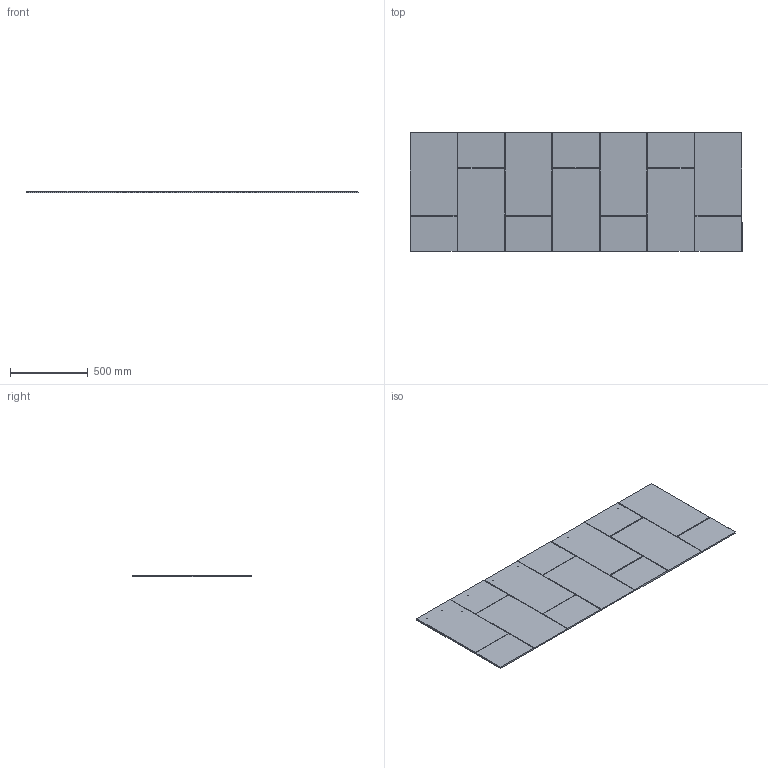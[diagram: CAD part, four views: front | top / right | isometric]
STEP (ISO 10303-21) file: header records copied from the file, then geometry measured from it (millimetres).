
FILE_DESCRIPTION (( 'STEP AP203' ), '1' );
FILE_NAME ('TSMK8430.STEP', '2022-09-07T12:28:37', ( '' ), ( '' ), 'SwSTEP 2.0', 'SolidWorks 2020', '' );
FILE_SCHEMA (( 'CONFIG_CONTROL_DESIGN' ));
Length unit declared in the file: millimetre
Products named in the file (1): TSMK8430
Bounding box: 2133.6 x 762 x 9.53 mm (x, y, z)
Volume: 15455743.7 mm3; surface area: 3311561.5 mm2
Topology: 1 solids, 1 shells, 323 faces, 827 edges, 522 vertices
Faces by surface type: plane 120, cylinder 111, bspline 54, torus 32, cone 4, sphere 2
Entity records: 14851 total; most frequent: CARTESIAN_POINT 7534, ORIENTED_EDGE 1654, DIRECTION 1267, EDGE_CURVE 827, VERTEX_POINT 522, AXIS2_PLACEMENT_3D 452, VECTOR 363, LINE 363
